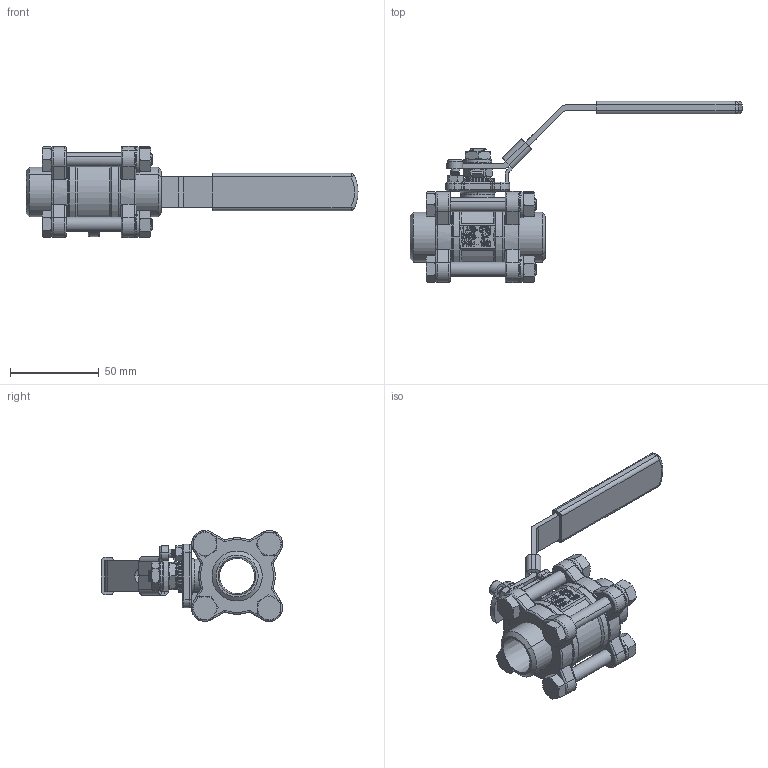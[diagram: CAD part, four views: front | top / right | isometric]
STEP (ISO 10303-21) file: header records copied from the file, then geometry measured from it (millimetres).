
FILE_DESCRIPTION (( 'STEP AP203' ), '1' );
FILE_NAME ('1-32 D對焊盤型華司-V Mark.STEP', '2017-01-09T05:20:27', ( 'user' ), ( '' ), 'SwSTEP 2.0', 'SolidWorks 2005179', '' );
FILE_SCHEMA (( 'CONFIG_CONTROL_DESIGN' ));
Products named in the file (28): T-20C08T3(1)_預設; G-10C2640_預設; T-31D06T0_預設; D-31D7290-01_預設; F-10F0361_預設; G-20D2640; G-36C1741_預設; M-32D2142_預設; G-20D1740_預設; 1-32 D對焊盤型華司-V Mark; E-32D0460_預設; T-32C07T0_預設; T-20C08T3(3)_預設; T-20C08T3(2)_預設; G-10C1940_預設; T-31D05T0_預設; C-32D016-SVE盤型華司型_預設; G-31D1840; 鏡射T-31D06T0_預設; 鏡射T-31D05T0_預設; T-22C09T0_預設; G-22C2740_預設; G-16C1340_預設; G-16C1150_預設; G-B3CA440_預設; G-10A1940_預設; 32D VENTIM 膠套; M-32D2142鎖片_預設
Assembly tree (38 placements, depth 2):
  1-32 D對焊盤型華司-V Mark
    T-32C07T0_預設
    G-10C1940_預設  x4
    D-31D7290-01_預設  x2
    F-10F0361_預設
    G-20D2640
    G-20D1740_預設
    G-16C1150_預設  x2
    G-31D1840  x4
    T-31D05T0_預設
    G-10C2640_預設  x4
    鏡射T-31D05T0_預設
    E-32D0460_預設
    鏡射T-31D06T0_預設
    G-36C1741_預設
    T-22C09T0_預設
    C-32D016-SVE盤型華司型_預設
    M-32D2142_預設
    T-20C08T3(1)_預設
    G-22C2740_預設
    T-20C08T3(3)_預設
    G-10A1940_預設
    T-20C08T3(2)_預設
    G-16C1340_預設
    T-31D06T0_預設
    G-B3CA440_預設
    M-32D2142鎖片_預設
    32D VENTIM 膠套
Bounding box: 187.54 x 102.32 x 51.42 mm (x, y, z)
Volume: 110603.6 mm3; surface area: 76406.4 mm2
Topology: 38 solids, 38 shells, 1919 faces, 4822 edges, 2998 vertices
Faces by surface type: plane 664, cylinder 531, bspline 285, cone 260, torus 125, sphere 54
Entity records: 87786 total; most frequent: CARTESIAN_POINT 50775, ORIENTED_EDGE 7608, DIRECTION 6132, EDGE_CURVE 3804, VERTEX_POINT 2418, AXIS2_PLACEMENT_3D 2123, VECTOR 1886, LINE 1886
